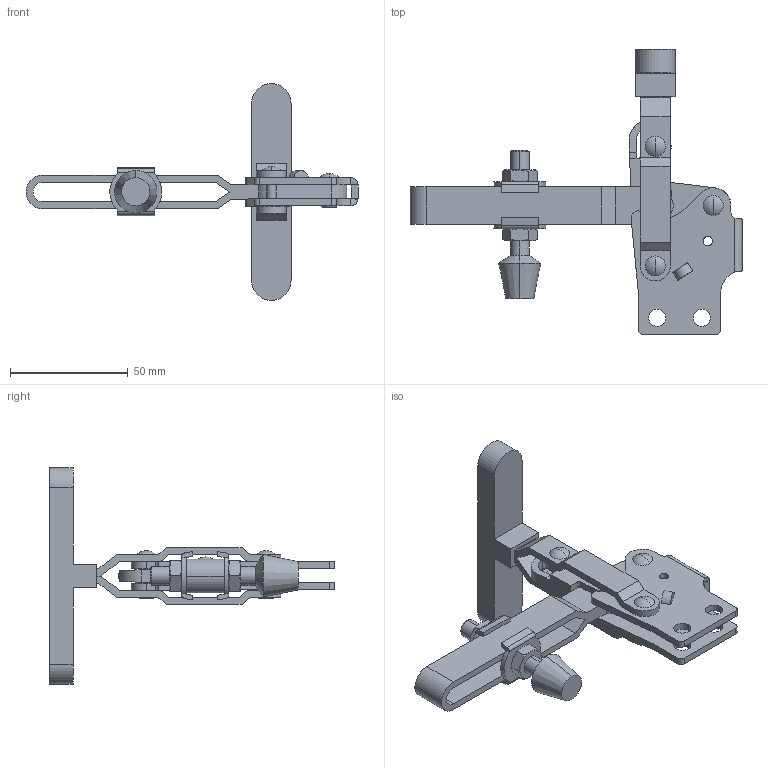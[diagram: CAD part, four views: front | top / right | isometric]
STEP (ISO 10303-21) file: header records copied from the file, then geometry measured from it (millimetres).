
FILE_DESCRIPTION (( 'STEP AP214' ), '1' );
FILE_NAME ('GH-12138(Â²¤Æ).STEP', '2020-04-30T00:09:13', ( 'LinWei' ), ( '' ), 'SwSTEP 2.0', 'SolidWorks 2016', '' );
FILE_SCHEMA (( 'AUTOMOTIVE_DESIGN' ));
Length unit declared in the file: millimetre
Products named in the file (6): Group4^GH-12138(簡化); GH-12138(簡化); Group1^EMC12141; 11213208-1^GH-12138(簡化); Group5^GH-12138(簡化); Group2^GH-12138(簡化)
Assembly tree (5 placements, depth 2):
  GH-12138(簡化)
    Group4^GH-12138(簡化)
    Group2^GH-12138(簡化)
    Group5^GH-12138(簡化)
    11213208-1^GH-12138(簡化)
    Group1^EMC12141
Bounding box: 141 x 121 x 92 mm (x, y, z)
Volume: 61235.1 mm3; surface area: 37895.5 mm2
Topology: 5 solids, 5 shells, 308 faces, 795 edges, 514 vertices
Faces by surface type: plane 154, cylinder 98, cone 32, torus 10, sphere 8, bspline 6
Entity records: 11254 total; most frequent: CARTESIAN_POINT 2131, DIRECTION 1611, ORIENTED_EDGE 1590, EDGE_CURVE 795, AXIS2_PLACEMENT_3D 576, VERTEX_POINT 514, LINE 459, VECTOR 459
